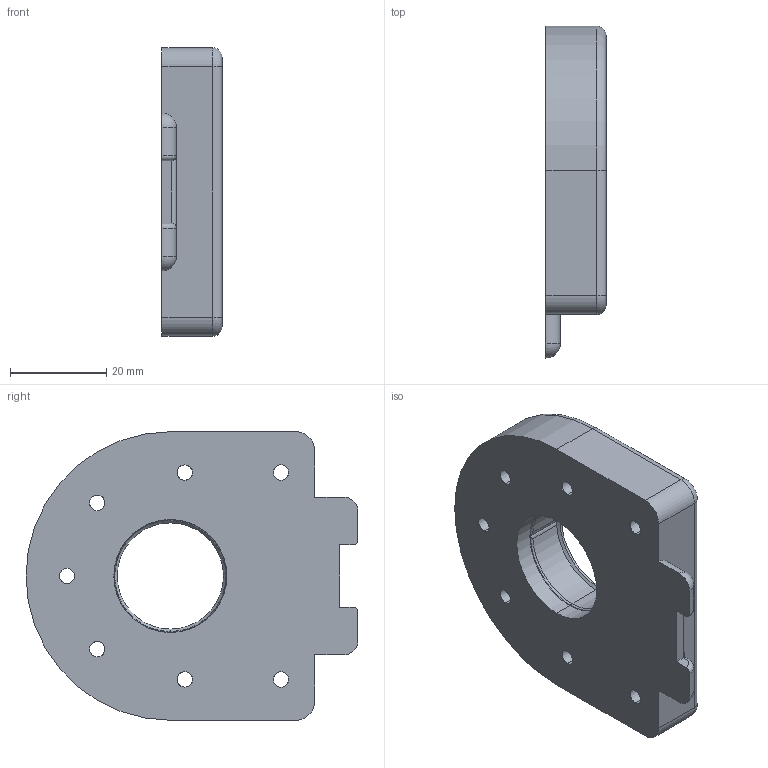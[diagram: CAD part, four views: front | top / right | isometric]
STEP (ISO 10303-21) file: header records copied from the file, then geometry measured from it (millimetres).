
FILE_DESCRIPTION (( 'STEP AP214' ), '1' );
FILE_NAME ('SAM_base_up.STEP', '2025-01-01T01:39:53', ( '' ), ( '' ), 'SwSTEP 2.0', 'SolidWorks 2023', '' );
FILE_SCHEMA (( 'AUTOMOTIVE_DESIGN' ));
Length unit declared in the file: millimetre
Products named in the file (1): SAM_base_up
Bounding box: 12.5 x 69 x 60 mm (x, y, z)
Volume: 30017.7 mm3; surface area: 11163.8 mm2
Topology: 1 solids, 1 shells, 133 faces, 299 edges, 170 vertices
Faces by surface type: cylinder 58, cone 23, torus 22, bspline 14, plane 14, sphere 2
Entity records: 5472 total; most frequent: CARTESIAN_POINT 2550, DIRECTION 629, ORIENTED_EDGE 594, EDGE_CURVE 297, AXIS2_PLACEMENT_3D 263, VERTEX_POINT 170, EDGE_LOOP 153, CIRCLE 143
